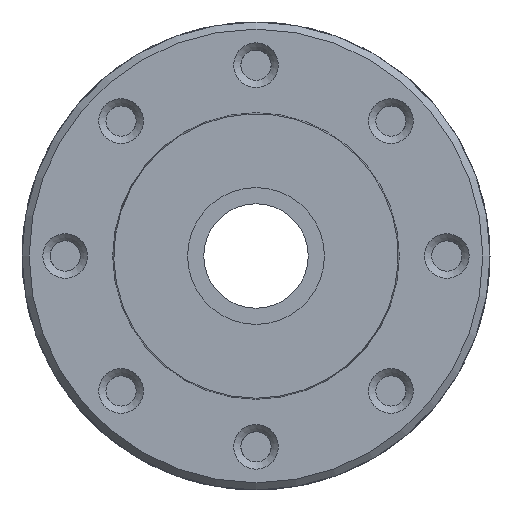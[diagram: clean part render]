
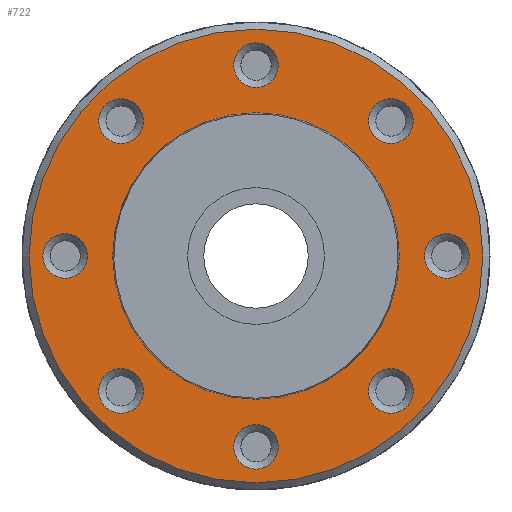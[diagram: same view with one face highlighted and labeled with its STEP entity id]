
A CAD part, left-side view. The second image highlights one B-rep face of the part: STEP entity #722.
In plain terms, the highlighted planar face has unit normal (-1, 0, 0).
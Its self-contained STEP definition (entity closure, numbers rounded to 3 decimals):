
#722 = ADVANCED_FACE( '', ( #2001, #2002, #2003, #2004, #2005, #2006, #2007, #2008, #2009, #2010 ), #2011, .F. );
#2001 = FACE_BOUND( '', #4144, .T. );
#2002 = FACE_OUTER_BOUND( '', #4145, .T. );
#2003 = FACE_BOUND( '', #4146, .T. );
#2004 = FACE_BOUND( '', #4147, .T. );
#2005 = FACE_BOUND( '', #4148, .T. );
#2006 = FACE_BOUND( '', #4149, .T. );
#2007 = FACE_BOUND( '', #4150, .T. );
#2008 = FACE_BOUND( '', #4151, .T. );
#2009 = FACE_BOUND( '', #4152, .T. );
#2010 = FACE_BOUND( '', #4153, .T. );
#2011 = PLANE( '', #4154 );
#4144 = EDGE_LOOP( '', ( #6487 ) );
#4145 = EDGE_LOOP( '', ( #6488 ) );
#4146 = EDGE_LOOP( '', ( #6489 ) );
#4147 = EDGE_LOOP( '', ( #6490 ) );
#4148 = EDGE_LOOP( '', ( #6491 ) );
#4149 = EDGE_LOOP( '', ( #6492 ) );
#4150 = EDGE_LOOP( '', ( #6493 ) );
#4151 = EDGE_LOOP( '', ( #6494 ) );
#4152 = EDGE_LOOP( '', ( #6495 ) );
#4153 = EDGE_LOOP( '', ( #6496 ) );
#4154 = AXIS2_PLACEMENT_3D( '', #6497, #6498, #6499 );
#6487 = ORIENTED_EDGE( '', *, *, #11053, .T. );
#6488 = ORIENTED_EDGE( '', *, *, #11054, .T. );
#6489 = ORIENTED_EDGE( '', *, *, #11055, .T. );
#6490 = ORIENTED_EDGE( '', *, *, #11056, .T. );
#6491 = ORIENTED_EDGE( '', *, *, #11035, .T. );
#6492 = ORIENTED_EDGE( '', *, *, #11057, .T. );
#6493 = ORIENTED_EDGE( '', *, *, #11058, .T. );
#6494 = ORIENTED_EDGE( '', *, *, #11059, .T. );
#6495 = ORIENTED_EDGE( '', *, *, #11060, .T. );
#6496 = ORIENTED_EDGE( '', *, *, #11061, .T. );
#6497 = CARTESIAN_POINT( '', ( -36., 0., 31.5 ) );
#6498 = DIRECTION( '', ( 1., 0., 0. ) );
#6499 = DIRECTION( '', ( 0., 1., 0. ) );
#11035 = EDGE_CURVE( '', #12961, #12961, #12962, .T. );
#11053 = EDGE_CURVE( '', #12992, #12992, #12993, .T. );
#11054 = EDGE_CURVE( '', #12994, #12994, #12995, .T. );
#11055 = EDGE_CURVE( '', #12996, #12996, #12997, .T. );
#11056 = EDGE_CURVE( '', #12998, #12998, #12999, .T. );
#11057 = EDGE_CURVE( '', #13000, #13000, #13001, .T. );
#11058 = EDGE_CURVE( '', #13002, #13002, #13003, .T. );
#11059 = EDGE_CURVE( '', #13004, #13004, #13005, .T. );
#11060 = EDGE_CURVE( '', #13006, #13006, #13007, .T. );
#11061 = EDGE_CURVE( '', #13008, #13008, #13009, .T. );
#12961 = VERTEX_POINT( '', #15686 );
#12962 = CIRCLE( '', #15687, 3.1 );
#12992 = VERTEX_POINT( '', #15725 );
#12993 = CIRCLE( '', #15726, 19.9 );
#12994 = VERTEX_POINT( '', #15727 );
#12995 = CIRCLE( '', #15728, 31.5 );
#12996 = VERTEX_POINT( '', #15729 );
#12997 = CIRCLE( '', #15730, 3.1 );
#12998 = VERTEX_POINT( '', #15731 );
#12999 = CIRCLE( '', #15732, 3.1 );
#13000 = VERTEX_POINT( '', #15733 );
#13001 = CIRCLE( '', #15734, 3.1 );
#13002 = VERTEX_POINT( '', #15735 );
#13003 = CIRCLE( '', #15736, 3.1 );
#13004 = VERTEX_POINT( '', #15737 );
#13005 = CIRCLE( '', #15738, 3.1 );
#13006 = VERTEX_POINT( '', #15739 );
#13007 = CIRCLE( '', #15740, 3.1 );
#13008 = VERTEX_POINT( '', #15741 );
#13009 = CIRCLE( '', #15742, 3.1 );
#15686 = CARTESIAN_POINT( '', ( -36., -18.738, -21.838 ) );
#15687 = AXIS2_PLACEMENT_3D( '', #18925, #18926, #18927 );
#15725 = CARTESIAN_POINT( '', ( -36., 0., -19.9 ) );
#15726 = AXIS2_PLACEMENT_3D( '', #18954, #18955, #18956 );
#15727 = CARTESIAN_POINT( '', ( -36., 0., 31.5 ) );
#15728 = AXIS2_PLACEMENT_3D( '', #18957, #18958, #18959 );
#15729 = CARTESIAN_POINT( '', ( -36., -18.738, 15.638 ) );
#15730 = AXIS2_PLACEMENT_3D( '', #18960, #18961, #18962 );
#15731 = CARTESIAN_POINT( '', ( -36., -26.5, -3.1 ) );
#15732 = AXIS2_PLACEMENT_3D( '', #18963, #18964, #18965 );
#15733 = CARTESIAN_POINT( '', ( -36., 0., -29.6 ) );
#15734 = AXIS2_PLACEMENT_3D( '', #18966, #18967, #18968 );
#15735 = CARTESIAN_POINT( '', ( -36., 18.738, -21.838 ) );
#15736 = AXIS2_PLACEMENT_3D( '', #18969, #18970, #18971 );
#15737 = CARTESIAN_POINT( '', ( -36., 26.5, -3.1 ) );
#15738 = AXIS2_PLACEMENT_3D( '', #18972, #18973, #18974 );
#15739 = CARTESIAN_POINT( '', ( -36., 18.738, 15.638 ) );
#15740 = AXIS2_PLACEMENT_3D( '', #18975, #18976, #18977 );
#15741 = CARTESIAN_POINT( '', ( -36., 0., 23.4 ) );
#15742 = AXIS2_PLACEMENT_3D( '', #18978, #18979, #18980 );
#18925 = CARTESIAN_POINT( '', ( -36., -18.738, -18.738 ) );
#18926 = DIRECTION( '', ( 1., 0., 0. ) );
#18927 = DIRECTION( '', ( 0., 0., -1. ) );
#18954 = CARTESIAN_POINT( '', ( -36., 0., 0. ) );
#18955 = DIRECTION( '', ( 1., 0., 0. ) );
#18956 = DIRECTION( '', ( 0., 0., -1. ) );
#18957 = CARTESIAN_POINT( '', ( -36., 0., 0. ) );
#18958 = DIRECTION( '', ( -1., 0., 0. ) );
#18959 = DIRECTION( '', ( 0., 0., 1. ) );
#18960 = CARTESIAN_POINT( '', ( -36., -18.738, 18.738 ) );
#18961 = DIRECTION( '', ( 1., 0., 0. ) );
#18962 = DIRECTION( '', ( 0., 0., -1. ) );
#18963 = CARTESIAN_POINT( '', ( -36., -26.5, 0. ) );
#18964 = DIRECTION( '', ( 1., 0., 0. ) );
#18965 = DIRECTION( '', ( 0., 0., -1. ) );
#18966 = CARTESIAN_POINT( '', ( -36., 0., -26.5 ) );
#18967 = DIRECTION( '', ( 1., 0., 0. ) );
#18968 = DIRECTION( '', ( 0., 0., -1. ) );
#18969 = CARTESIAN_POINT( '', ( -36., 18.738, -18.738 ) );
#18970 = DIRECTION( '', ( 1., 0., 0. ) );
#18971 = DIRECTION( '', ( 0., 0., -1. ) );
#18972 = CARTESIAN_POINT( '', ( -36., 26.5, 0. ) );
#18973 = DIRECTION( '', ( 1., 0., 0. ) );
#18974 = DIRECTION( '', ( 0., 0., -1. ) );
#18975 = CARTESIAN_POINT( '', ( -36., 18.738, 18.738 ) );
#18976 = DIRECTION( '', ( 1., 0., 0. ) );
#18977 = DIRECTION( '', ( 0., 0., -1. ) );
#18978 = CARTESIAN_POINT( '', ( -36., 0., 26.5 ) );
#18979 = DIRECTION( '', ( 1., 0., 0. ) );
#18980 = DIRECTION( '', ( 0., 0., -1. ) );
